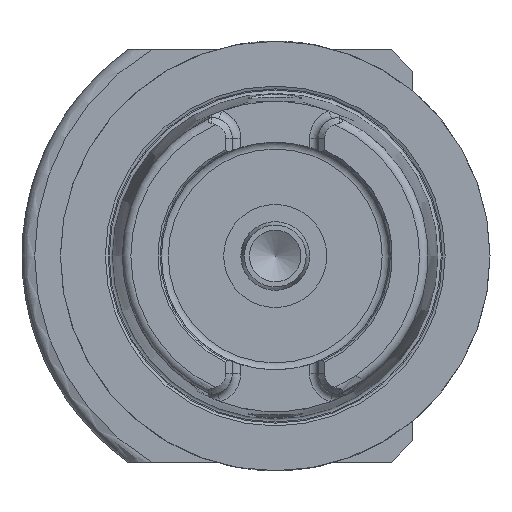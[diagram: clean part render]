
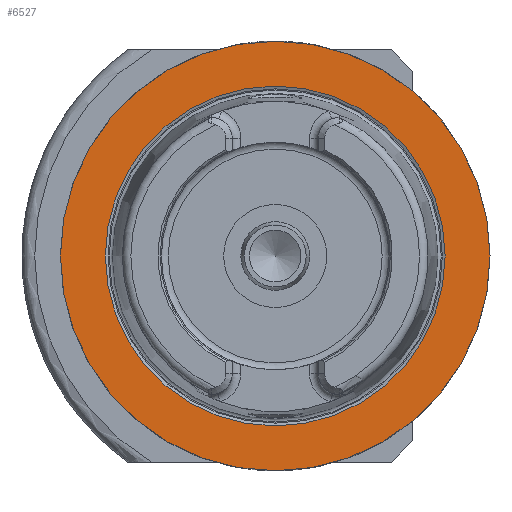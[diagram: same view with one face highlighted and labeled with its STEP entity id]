
A CAD part, left-side view. The second image highlights one B-rep face of the part: STEP entity #6527.
In plain terms, the highlighted planar face has unit normal (-1, 0, 0).
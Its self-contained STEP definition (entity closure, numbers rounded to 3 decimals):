
#5901=CARTESIAN_POINT('',(0.,50.0,0.0));
#5902=VERTEX_POINT('',#5901);
#5903=CARTESIAN_POINT('',(0.,0.,0.0));
#5904=DIRECTION('',(1.0,0.0,0.0));
#5905=DIRECTION('',(0.0,1.0,0.0));
#5906=AXIS2_PLACEMENT_3D('',#5903,#5904,#5905);
#5907=CIRCLE('',#5906,50.0);
#5908=EDGE_CURVE('',#5902,#5902,#5907,.T.);
#6501=CARTESIAN_POINT('',(0.,39.55,0.0));
#6502=VERTEX_POINT('',#6501);
#6503=CARTESIAN_POINT('',(0.,0.,0.0));
#6504=DIRECTION('',(1.0,0.0,0.0));
#6505=DIRECTION('',(0.0,1.0,0.0));
#6506=AXIS2_PLACEMENT_3D('',#6503,#6504,#6505);
#6507=CIRCLE('',#6506,39.55);
#6508=EDGE_CURVE('',#6502,#6502,#6507,.T.);
#6516=CARTESIAN_POINT('',(0.,44.775,0.0));
#6517=DIRECTION('',(-1.0,0.0,0.0));
#6518=DIRECTION('',(0.0,0.0,1.0));
#6519=AXIS2_PLACEMENT_3D('',#6516,#6517,#6518);
#6520=PLANE('',#6519);
#6521=ORIENTED_EDGE('',*,*,#5908,.F.);
#6522=EDGE_LOOP('',(#6521));
#6523=FACE_OUTER_BOUND('',#6522,.T.);
#6524=ORIENTED_EDGE('',*,*,#6508,.T.);
#6525=EDGE_LOOP('',(#6524));
#6526=FACE_BOUND('',#6525,.T.);
#6527=ADVANCED_FACE('',(#6523,#6526),#6520,.T.);
